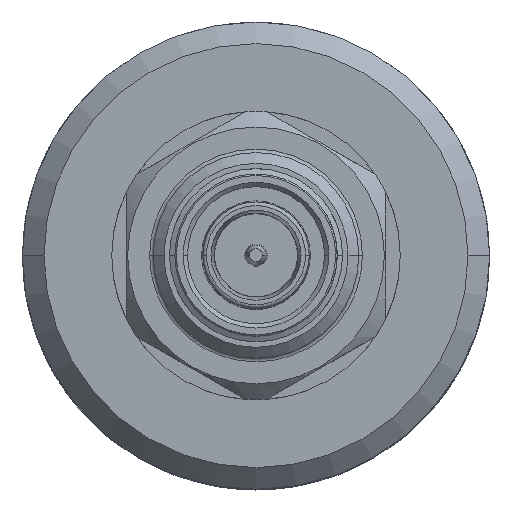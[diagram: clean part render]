
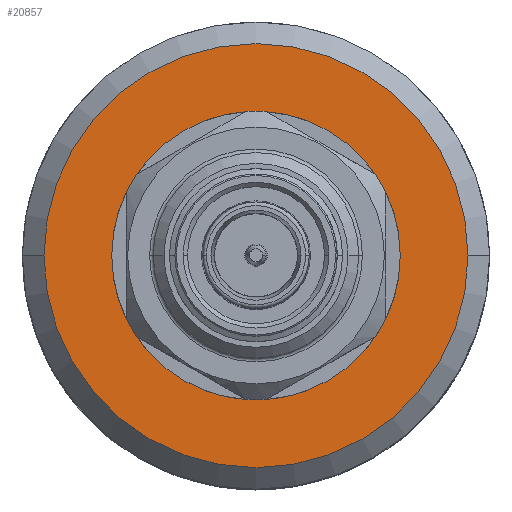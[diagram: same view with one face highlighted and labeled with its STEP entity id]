
A CAD part, top view. The second image highlights one B-rep face of the part: STEP entity #20857.
In plain terms, the highlighted planar face has unit normal (0, 0, 1).
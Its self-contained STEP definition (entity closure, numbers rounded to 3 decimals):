
#787 = AXIS2_PLACEMENT_3D ( 'NONE', #14305, #3804, #16091 ) ;
#944 = DIRECTION ( 'NONE',  ( 1., 0., 0. ) ) ;
#1239 = CARTESIAN_POINT ( 'NONE',  ( 20., 0., -36.6 ) ) ;
#1677 = VERTEX_POINT ( 'NONE', #19037 ) ;
#1726 = ORIENTED_EDGE ( 'NONE', *, *, #6047, .F. ) ;
#1870 = FACE_BOUND ( 'NONE', #3650, .T. ) ;
#3532 = CIRCLE ( 'NONE', #787, 20. ) ;
#3650 = EDGE_LOOP ( 'NONE', ( #10788, #1726 ) ) ;
#3804 = DIRECTION ( 'NONE',  ( 0., 0., 1. ) ) ;
#4857 = ORIENTED_EDGE ( 'NONE', *, *, #8070, .T. ) ;
#5367 = AXIS2_PLACEMENT_3D ( 'NONE', #22120, #11489, #944 ) ;
#5708 = CARTESIAN_POINT ( 'NONE',  ( 0., 0., -36.6 ) ) ;
#6047 = EDGE_CURVE ( 'NONE', #1677, #15799, #3532, .T. ) ;
#6763 = CIRCLE ( 'NONE', #14018, 29.4 ) ;
#6944 = DIRECTION ( 'NONE',  ( 0., 0., 1. ) ) ;
#7434 = DIRECTION ( 'NONE',  ( 1., 0., 0. ) ) ;
#7796 = DIRECTION ( 'NONE',  ( 0., 0., -1. ) ) ;
#8070 = EDGE_CURVE ( 'NONE', #8289, #18543, #17894, .T. ) ;
#8236 = AXIS2_PLACEMENT_3D ( 'NONE', #5708, #17992, #7434 ) ;
#8289 = VERTEX_POINT ( 'NONE', #16744 ) ;
#9861 = CIRCLE ( 'NONE', #5367, 20. ) ;
#10788 = ORIENTED_EDGE ( 'NONE', *, *, #16263, .F. ) ;
#11489 = DIRECTION ( 'NONE',  ( 0., 0., 1. ) ) ;
#13550 = AXIS2_PLACEMENT_3D ( 'NONE', #18358, #7796, #20158 ) ;
#14018 = AXIS2_PLACEMENT_3D ( 'NONE', #17498, #6944, #19280 ) ;
#14305 = CARTESIAN_POINT ( 'NONE',  ( 0., 0., -36.6 ) ) ;
#15363 = FACE_OUTER_BOUND ( 'NONE', #18229, .T. ) ;
#15799 = VERTEX_POINT ( 'NONE', #1239 ) ;
#16091 = DIRECTION ( 'NONE',  ( 1., 0., 0. ) ) ;
#16263 = EDGE_CURVE ( 'NONE', #15799, #1677, #9861, .T. ) ;
#16744 = CARTESIAN_POINT ( 'NONE',  ( -29.4, 0., -36.6 ) ) ;
#16899 = CARTESIAN_POINT ( 'NONE',  ( 29.4, 0., -36.6 ) ) ;
#17498 = CARTESIAN_POINT ( 'NONE',  ( 0., 0., -36.6 ) ) ;
#17894 = CIRCLE ( 'NONE', #8236, 29.4 ) ;
#17992 = DIRECTION ( 'NONE',  ( 0., 0., 1. ) ) ;
#18122 = ORIENTED_EDGE ( 'NONE', *, *, #22237, .T. ) ;
#18229 = EDGE_LOOP ( 'NONE', ( #4857, #18122 ) ) ;
#18358 = CARTESIAN_POINT ( 'NONE',  ( 0., 20., -36.6 ) ) ;
#18543 = VERTEX_POINT ( 'NONE', #16899 ) ;
#19037 = CARTESIAN_POINT ( 'NONE',  ( -20., 0., -36.6 ) ) ;
#19280 = DIRECTION ( 'NONE',  ( 1., 0., 0. ) ) ;
#20158 = DIRECTION ( 'NONE',  ( -1., 0., 0. ) ) ;
#20857 = ADVANCED_FACE ( 'NONE', ( #1870, #15363 ), #21878, .F. ) ;
#21878 = PLANE ( 'NONE',  #13550 ) ;
#22120 = CARTESIAN_POINT ( 'NONE',  ( 0., 0., -36.6 ) ) ;
#22237 = EDGE_CURVE ( 'NONE', #18543, #8289, #6763, .T. ) ;
